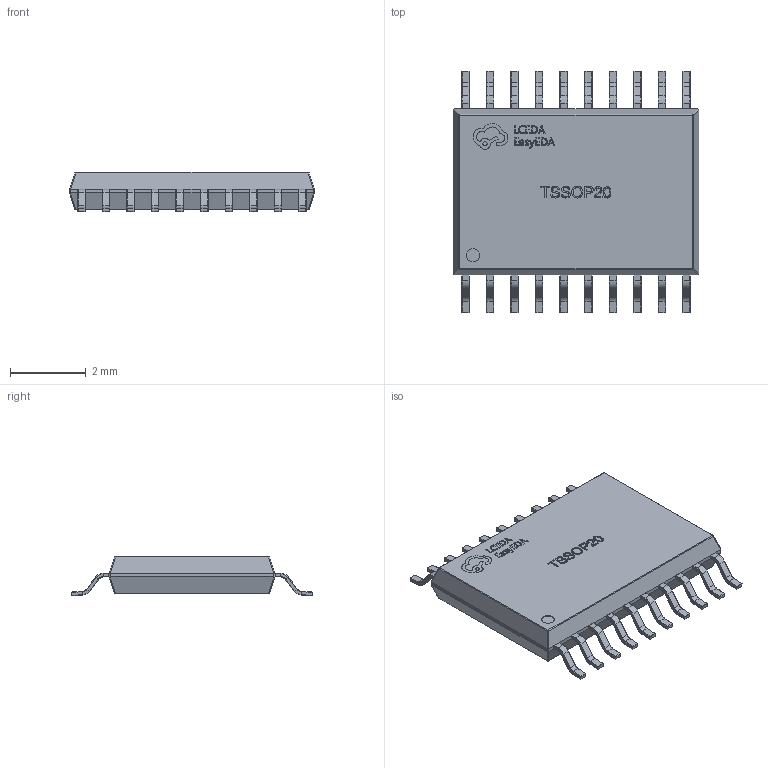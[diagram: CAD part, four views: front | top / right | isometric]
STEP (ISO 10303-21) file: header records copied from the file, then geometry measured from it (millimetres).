
FILE_DESCRIPTION(('FreeCAD Model'),'2;1');
FILE_NAME('Open CASCADE Shape Model','2023-11-19T17:00:28',(''),(''), 'Open CASCADE STEP processor 7.6','FreeCAD','Unknown');
FILE_SCHEMA(('AUTOMOTIVE_DESIGN { 1 0 10303 214 1 1 1 1 }'));
Length unit declared in the file: millimetre
Products named in the file (37): U1; TSSOP-20_L6.5-W4.4-P0.65-LS6.4-BL; COMPOUND034; COMPOUND; COMPOUND001; COMPOUND002; COMPOUND003; COMPOUND004; COMPOUND005; COMPOUND006; COMPOUND007; COMPOUND008; COMPOUND009; COMPOUND010; COMPOUND011; COMPOUND012; COMPOUND013; COMPOUND014; COMPOUND015; COMPOUND016; COMPOUND017; COMPOUND018; COMPOUND019; COMPOUND020; COMPOUND021; COMPOUND022; COMPOUND023; COMPOUND024; COMPOUND025; COMPOUND026; COMPOUND027; COMPOUND028; COMPOUND029; COMPOUND030; COMPOUND031; COMPOUND032; COMPOUND033
Assembly tree (36 placements, depth 4):
  U1
    TSSOP-20_L6.5-W4.4-P0.65-LS6.4-BL
      COMPOUND034
        COMPOUND
        COMPOUND001
        COMPOUND002
        COMPOUND003
        COMPOUND004
        COMPOUND005
        COMPOUND006
        COMPOUND007
        COMPOUND008
        COMPOUND009
        COMPOUND010
        COMPOUND011
        COMPOUND012
        COMPOUND013
        COMPOUND014
        COMPOUND015
        COMPOUND016
        COMPOUND017
        COMPOUND018
        COMPOUND019
        COMPOUND020
        COMPOUND021
        COMPOUND022
        COMPOUND023
        COMPOUND024
        COMPOUND025
        COMPOUND026
        COMPOUND027
        COMPOUND028
        COMPOUND029
        COMPOUND030
        COMPOUND031
        COMPOUND032
        COMPOUND033
Bounding box: 6.49 x 6.4 x 1.05 mm (x, y, z)
Volume: 27.6 mm3; surface area: 88.5 mm2
Topology: 34 solids, 34 shells, 1465 faces, 3293 edges, 1874 vertices
Faces by surface type: plane 593, cylinder 422, bspline 182, torus 160, sphere 108
Entity records: 46675 total; most frequent: CARTESIAN_POINT 12715, DIRECTION 6569, ORIENTED_EDGE 6506, EDGE_CURVE 3253, AXIS2_PLACEMENT_3D 2388, VERTEX_POINT 1874, LINE 1793, VECTOR 1793
